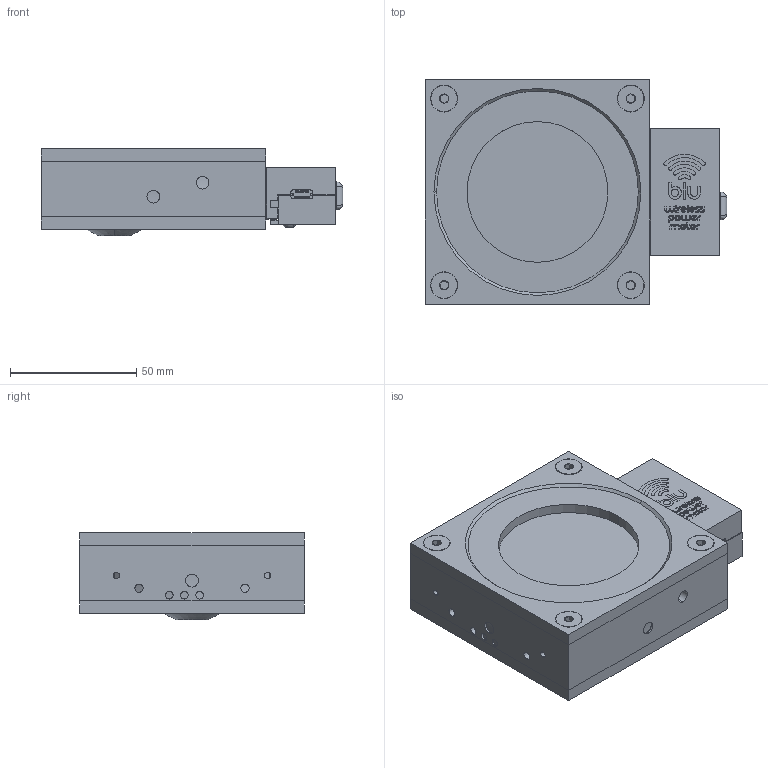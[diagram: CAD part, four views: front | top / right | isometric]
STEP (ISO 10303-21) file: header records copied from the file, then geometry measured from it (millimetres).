
FILE_DESCRIPTION (( 'STEP AP214' ), '1' );
FILE_NAME ('SK-9730 UP55N-40S-H9-BLU.STEP', '2017-12-06T18:40:44', ( '' ), ( '' ), 'SwSTEP 2.0', 'SolidWorks 2016', '' );
FILE_SCHEMA (( 'AUTOMOTIVE_DESIGN' ));
Length unit declared in the file: millimetre
Products named in the file (1): SK-9730 UP55N-40S-H9-BLU
Bounding box: 119.57 x 89 x 34.66 mm (x, y, z)
Volume: 272393 mm3; surface area: 72505.8 mm2
Topology: 9 solids, 13 shells, 1605 faces, 4367 edges, 2854 vertices
Faces by surface type: cylinder 784, plane 426, bspline 261, cone 118, torus 12, sphere 4
Entity records: 89565 total; most frequent: CARTESIAN_POINT 36371, ORIENTED_EDGE 8714, DIRECTION 5737, EDGE_CURVE 4357, VERTEX_POINT 2854, LINE 2045, VECTOR 2045, AXIS2_PLACEMENT_3D 1846
